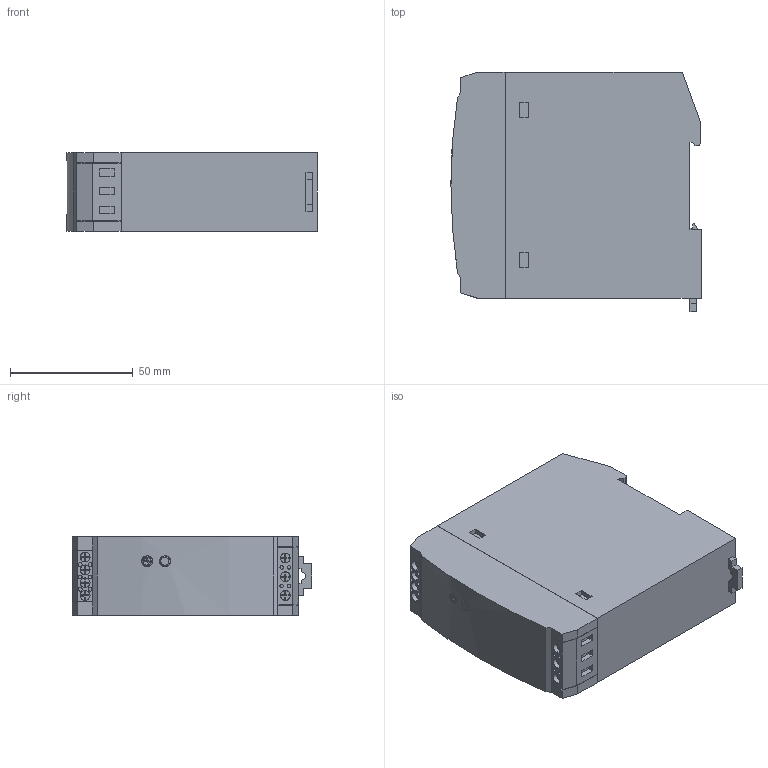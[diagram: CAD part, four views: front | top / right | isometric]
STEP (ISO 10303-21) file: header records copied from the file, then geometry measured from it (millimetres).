
FILE_DESCRIPTION (( 'STEP AP214' ), '1' );
FILE_NAME ('OPS-DC24-030B_Áëîê ïèòàíèÿ OPS 220Â AC_24Â DC 30Âò ONI.STEP', '2020-04-30T07:31:31', ( '' ), ( '' ), 'SwSTEP 2.0', 'SolidWorks 2017', '' );
FILE_SCHEMA (( 'AUTOMOTIVE_DESIGN' ));
Length unit declared in the file: millimetre
Products named in the file (1): OPS-DC24-030B_Áëîê ïèòàíèÿ OPS 220Â AC_24Â DC 30Âò ONI
Bounding box: 101.7 x 97.5 x 32 mm (x, y, z)
Volume: 286004 mm3; surface area: 34545.8 mm2
Topology: 1 solids, 1 shells, 335 faces, 814 edges, 514 vertices
Faces by surface type: plane 283, cylinder 48, bspline 4
Entity records: 10278 total; most frequent: CARTESIAN_POINT 2348, ORIENTED_EDGE 1628, DIRECTION 1588, EDGE_CURVE 814, LINE 668, VECTOR 668, VERTEX_POINT 514, AXIS2_PLACEMENT_3D 460
